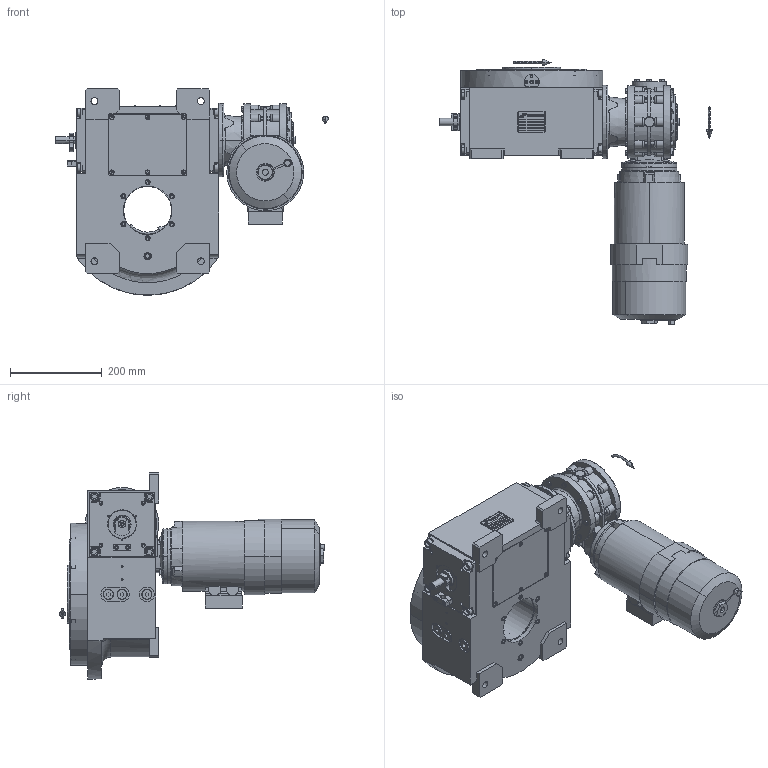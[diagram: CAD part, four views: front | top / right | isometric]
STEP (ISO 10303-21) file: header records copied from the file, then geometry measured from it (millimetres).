
FILE_DESCRIPTION (( 'STEP AP203' ), '1' );
FILE_NAME ('PC5201714.step', '2025-12-02T12:08:28', ( '' ), ( '' ), 'SwSTEP 2.0', 'SolidWorks 2020', '' );
FILE_SCHEMA (( 'CONFIG_CONTROL_DESIGN' ));
Length unit declared in the file: millimetre
Products named in the file (89): cfn2000_01_152; cfn2115_02_057; RIG09_021_AF0.stp; cfn2003_01_054; cfn2155_01_166; cfn2070_05_009; cfn2128_04_002; CFN2203_02_002.stp; cfn2107_01_001; cfn2205_01_015; cfn2000_01_099; cfn2000_01_081; rig09_014_s_003; AS_rig09_004; rig09_002_bl; cfn2276_01_056; CFN2000_01_185.stp; CFN2223_02_003.stp; AS_rig09_016; rig09_001_a_s_003; RIG09_005_AF0.stp; AS_rig09_071_8_m_n_02; cfn2128_19_002; AS_900_38_11_06_4; olio_agip_blasia_150; BA80B14; rig09_003_8_s_001; PC5201714; cfn2104_01_018; 900_38_30_003; AS_900_38_30_003; rig09_071_8_m_n_02.stp; rig09_016; cfn2155_01_095; cfn2115_01_006; cfn2151_01_167; CFN2356_03_053.stp; rig09_007_master; rig09_004; 900_38_11_06_4 ...
Assembly tree (78 placements, depth 5):
  cfn2115_02_057
  CFN2203_02_002.stp
  cfn2205_01_015
  cfn2276_01_056
  CFN2223_02_003.stp
Bounding box: 594.5 x 577.88 x 450 mm (x, y, z)
Volume: 12878597.1 mm3; surface area: 1800541.5 mm2
Topology: 70 solids, 70 shells, 3800 faces, 9469 edges, 6023 vertices
Faces by surface type: plane 1867, cylinder 1127, cone 564, torus 228, bspline 10, sphere 4
Entity records: 137194 total; most frequent: CARTESIAN_POINT 38937, DIRECTION 18647, ORIENTED_EDGE 18482, EDGE_CURVE 9241, AXIS2_PLACEMENT_3D 6854, VERTEX_POINT 5936, LINE 4939, VECTOR 4939
